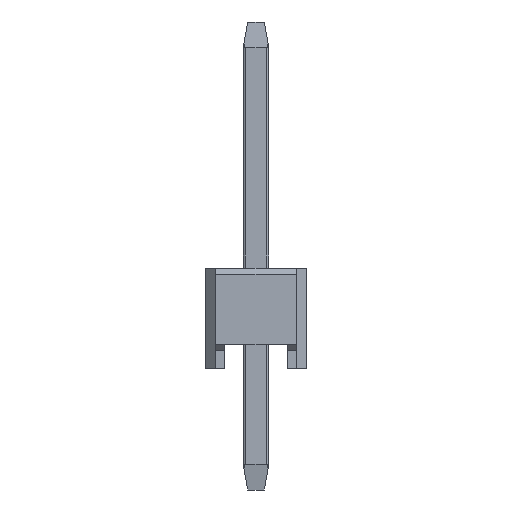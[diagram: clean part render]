
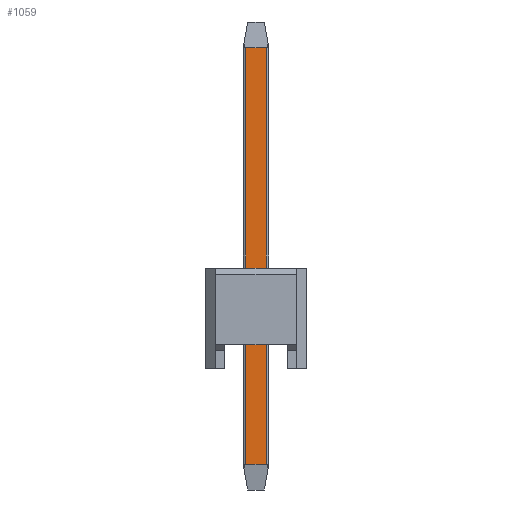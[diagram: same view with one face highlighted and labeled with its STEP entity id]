
A CAD part, left-side view. The second image highlights one B-rep face of the part: STEP entity #1059.
In plain terms, the highlighted planar face has unit normal (-1, 0, 0).
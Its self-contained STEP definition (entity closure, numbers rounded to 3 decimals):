
#38 = VECTOR ( 'NONE', #340, 1000. ) ;
#328 = EDGE_CURVE ( 'NONE', #9148, #554, #8244, .T. ) ;
#340 = DIRECTION ( 'NONE',  ( 0., 0., 1. ) ) ;
#422 = LINE ( 'NONE', #12602, #1804 ) ;
#513 = FACE_OUTER_BOUND ( 'NONE', #11292, .T. ) ;
#554 = VERTEX_POINT ( 'NONE', #7927 ) ;
#1059 = ADVANCED_FACE ( 'NONE', ( #513 ), #11758, .F. ) ;
#1341 = VECTOR ( 'NONE', #1637, 1000. ) ;
#1512 = CARTESIAN_POINT ( 'NONE',  ( -0.32, 0.256, 8.6 ) ) ;
#1637 = DIRECTION ( 'NONE',  ( 0., 0., -1. ) ) ;
#1642 = DIRECTION ( 'NONE',  ( 0., 1., 0. ) ) ;
#1804 = VECTOR ( 'NONE', #3623, 1000. ) ;
#2036 = LINE ( 'NONE', #6498, #38 ) ;
#2655 = CARTESIAN_POINT ( 'NONE',  ( -0.32, 0.32, 8.6 ) ) ;
#2734 = ORIENTED_EDGE ( 'NONE', *, *, #8675, .T. ) ;
#3510 = DIRECTION ( 'NONE',  ( 1., 0., 0. ) ) ;
#3623 = DIRECTION ( 'NONE',  ( 0., 1., 0. ) ) ;
#4439 = LINE ( 'NONE', #1512, #1341 ) ;
#4597 = AXIS2_PLACEMENT_3D ( 'NONE', #2655, #3510, #1642 ) ;
#5561 = EDGE_CURVE ( 'NONE', #8140, #6284, #422, .T. ) ;
#6284 = VERTEX_POINT ( 'NONE', #13017 ) ;
#6498 = CARTESIAN_POINT ( 'NONE',  ( -0.32, -0.256, 8.6 ) ) ;
#7927 = CARTESIAN_POINT ( 'NONE',  ( -0.32, -0.256, -2.36 ) ) ;
#8140 = VERTEX_POINT ( 'NONE', #8400 ) ;
#8244 = LINE ( 'NONE', #9473, #12163 ) ;
#8383 = EDGE_CURVE ( 'NONE', #6284, #9148, #4439, .T. ) ;
#8400 = CARTESIAN_POINT ( 'NONE',  ( -0.32, -0.256, 7.96 ) ) ;
#8675 = EDGE_CURVE ( 'NONE', #554, #8140, #2036, .T. ) ;
#9148 = VERTEX_POINT ( 'NONE', #11286 ) ;
#9269 = ORIENTED_EDGE ( 'NONE', *, *, #8383, .T. ) ;
#9473 = CARTESIAN_POINT ( 'NONE',  ( -0.32, 0.32, -2.36 ) ) ;
#10285 = DIRECTION ( 'NONE',  ( 0., -1., 0. ) ) ;
#10841 = ORIENTED_EDGE ( 'NONE', *, *, #5561, .T. ) ;
#11286 = CARTESIAN_POINT ( 'NONE',  ( -0.32, 0.256, -2.36 ) ) ;
#11292 = EDGE_LOOP ( 'NONE', ( #11406, #2734, #10841, #9269 ) ) ;
#11406 = ORIENTED_EDGE ( 'NONE', *, *, #328, .T. ) ;
#11758 = PLANE ( 'NONE',  #4597 ) ;
#12163 = VECTOR ( 'NONE', #10285, 1000. ) ;
#12602 = CARTESIAN_POINT ( 'NONE',  ( -0.32, 0.32, 7.96 ) ) ;
#13017 = CARTESIAN_POINT ( 'NONE',  ( -0.32, 0.256, 7.96 ) ) ;
